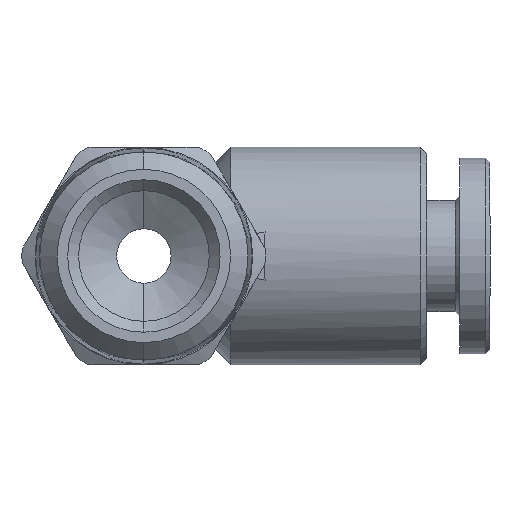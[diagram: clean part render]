
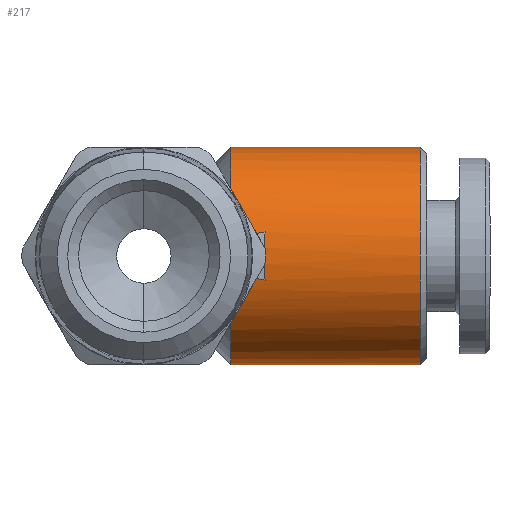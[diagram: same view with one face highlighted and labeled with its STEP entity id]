
A CAD part, front view. The second image highlights one B-rep face of the part: STEP entity #217.
In plain terms, the highlighted cylindrical face has radius 5 mm (diameter 10 mm), a partial arc.
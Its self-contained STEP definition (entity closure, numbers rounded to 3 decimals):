
#37 = CARTESIAN_POINT ( 'NONE',  ( 4., -4.181, 2.743 ) ) ;
#38 = CARTESIAN_POINT ( 'NONE',  ( 4.087, -4.264, 2.616 ) ) ;
#39 = CARTESIAN_POINT ( 'NONE',  ( 4.17, -4.344, 2.482 ) ) ;
#40 = CARTESIAN_POINT ( 'NONE',  ( 4.324, -4.491, 2.203 ) ) ;
#41 = CARTESIAN_POINT ( 'NONE',  ( 4.394, -4.559, 2.059 ) ) ;
#42 = CARTESIAN_POINT ( 'NONE',  ( 4.523, -4.683, 1.759 ) ) ;
#43 = CARTESIAN_POINT ( 'NONE',  ( 4.58, -4.739, 1.604 ) ) ;
#44 = CARTESIAN_POINT ( 'NONE',  ( 4.681, -4.836, 1.281 ) ) ;
#45 = CARTESIAN_POINT ( 'NONE',  ( 4.723, -4.877, 1.114 ) ) ;
#46 = CARTESIAN_POINT ( 'NONE',  ( 4.757, -4.91, 0.946 ) ) ;
#50 = CARTESIAN_POINT ( 'NONE',  ( 5.565, -4.876, 1.107 ) ) ;
#51 = CARTESIAN_POINT ( 'NONE',  ( 5.553, -4.958, 0.745 ) ) ;
#52 = CARTESIAN_POINT ( 'NONE',  ( 5.55, -5., 0.377 ) ) ;
#53 = CARTESIAN_POINT ( 'NONE',  ( 5.55, -5., -0.184 ) ) ;
#54 = CARTESIAN_POINT ( 'NONE',  ( 5.551, -4.99, -0.372 ) ) ;
#55 = CARTESIAN_POINT ( 'NONE',  ( 5.556, -4.948, -0.742 ) ) ;
#56 = CARTESIAN_POINT ( 'NONE',  ( 5.559, -4.917, -0.925 ) ) ;
#57 = CARTESIAN_POINT ( 'NONE',  ( 5.565, -4.876, -1.107 ) ) ;
#217 = ADVANCED_FACE ( 'NONE', ( #3099 ), #3102, .T. ) ;
#280 = EDGE_CURVE ( 'NONE', #3390, #3422, #3159, .T. ) ;
#292 = EDGE_CURVE ( 'NONE', #780, #546, #400, .T. ) ;
#294 = EDGE_CURVE ( 'NONE', #506, #522, #401, .T. ) ;
#350 = EDGE_CURVE ( 'NONE', #3422, #3388, #1992, .T. ) ;
#359 = EDGE_CURVE ( 'NONE', #595, #3357, #3210, .T. ) ;
#400 = B_SPLINE_CURVE_WITH_KNOTS ( 'NONE', 3,
 ( #37, #38, #39, #40, #41, #42, #43, #44, #45, #46 ),
 .UNSPECIFIED., .F., .F.,
 ( 4, 2, 2, 2, 4 ),
 ( 0.023, 0.023, 0.024, 0.025, 0.025 ),
 .UNSPECIFIED. ) ;
#401 = B_SPLINE_CURVE_WITH_KNOTS ( 'NONE', 3,
 ( #50, #51, #52, #53, #54, #55, #56, #57 ),
 .UNSPECIFIED., .F., .F.,
 ( 4, 2, 2, 4 ),
 ( 0., 0.002, 0.002, 0.003 ),
 .UNSPECIFIED. ) ;
#506 = VERTEX_POINT ( 'NONE', #1481 ) ;
#522 = VERTEX_POINT ( 'NONE', #1486 ) ;
#546 = VERTEX_POINT ( 'NONE', #1501 ) ;
#595 = VERTEX_POINT ( 'NONE', #3642 ) ;
#780 = VERTEX_POINT ( 'NONE', #3515 ) ;
#796 = VERTEX_POINT ( 'NONE', #3525 ) ;
#1182 = CARTESIAN_POINT ( 'NONE',  ( 4., 0., 5. ) ) ;
#1196 = CARTESIAN_POINT ( 'NONE',  ( 4., -4.181, -2.743 ) ) ;
#1198 = CARTESIAN_POINT ( 'NONE',  ( 12.7, 0., -5. ) ) ;
#1216 = CARTESIAN_POINT ( 'NONE',  ( 4., 0., -5. ) ) ;
#1343 = CARTESIAN_POINT ( 'NONE',  ( -3.45, 0., -5. ) ) ;
#1344 = DIRECTION ( 'NONE',  ( -1., 0., 0. ) ) ;
#1373 = B_SPLINE_CURVE_WITH_KNOTS ( 'NONE', 3,
 ( #2879, #2880, #2881, #2882, #2883, #2884, #2885, #2886 ),
 .UNSPECIFIED., .F., .F.,
 ( 4, 2, 2, 4 ),
 ( 0.027, 0.028, 0.028, 0.029 ),
 .UNSPECIFIED. ) ;
#1445 = CARTESIAN_POINT ( 'NONE',  ( 4., 0., 0. ) ) ;
#1446 = DIRECTION ( 'NONE',  ( -1., 0., 0. ) ) ;
#1447 = DIRECTION ( 'NONE',  ( 0., 0., 1. ) ) ;
#1470 = CARTESIAN_POINT ( 'NONE',  ( -3.45, 0., 5. ) ) ;
#1471 = DIRECTION ( 'NONE',  ( -1., 0., 0. ) ) ;
#1481 = CARTESIAN_POINT ( 'NONE',  ( 5.565, -4.876, 1.107 ) ) ;
#1486 = CARTESIAN_POINT ( 'NONE',  ( 5.565, -4.876, -1.107 ) ) ;
#1501 = CARTESIAN_POINT ( 'NONE',  ( 4.757, -4.91, 0.946 ) ) ;
#1528 = ORIENTED_EDGE ( 'NONE', *, *, #350, .F. ) ;
#1535 = ORIENTED_EDGE ( 'NONE', *, *, #2467, .T. ) ;
#1545 = ORIENTED_EDGE ( 'NONE', *, *, #280, .F. ) ;
#1546 = ORIENTED_EDGE ( 'NONE', *, *, #292, .T. ) ;
#1550 = ORIENTED_EDGE ( 'NONE', *, *, #294, .T. ) ;
#1552 = ORIENTED_EDGE ( 'NONE', *, *, #2457, .T. ) ;
#1553 = ORIENTED_EDGE ( 'NONE', *, *, #2468, .F. ) ;
#1558 = ORIENTED_EDGE ( 'NONE', *, *, #359, .T. ) ;
#1559 = ORIENTED_EDGE ( 'NONE', *, *, #2469, .F. ) ;
#1560 = ORIENTED_EDGE ( 'NONE', *, *, #2470, .T. ) ;
#1767 = VECTOR ( 'NONE', #1471, 1000. ) ;
#1927 = AXIS2_PLACEMENT_3D ( 'NONE', #1445, #1446, #1447 ) ;
#1951 = AXIS2_PLACEMENT_3D ( 'NONE', #2228, #2229, #2230 ) ;
#1953 = VECTOR ( 'NONE', #1344, 1000. ) ;
#1992 = CIRCLE ( 'NONE', #1927, 5. ) ;
#2077 = CIRCLE ( 'NONE', #2083, 5. ) ;
#2078 = CIRCLE ( 'NONE', #2084, 5. ) ;
#2083 = AXIS2_PLACEMENT_3D ( 'NONE', #2918, #2919, #2920 ) ;
#2084 = AXIS2_PLACEMENT_3D ( 'NONE', #2921, #2922, #2923 ) ;
#2228 = CARTESIAN_POINT ( 'NONE',  ( -3.45, 0., 0. ) ) ;
#2229 = DIRECTION ( 'NONE',  ( -1., 0., 0. ) ) ;
#2230 = DIRECTION ( 'NONE',  ( 0., 0., 1. ) ) ;
#2457 = EDGE_CURVE ( 'NONE', #796, #3388, #1373, .T. ) ;
#2467 = EDGE_CURVE ( 'NONE', #3390, #595, #2077, .T. ) ;
#2468 = EDGE_CURVE ( 'NONE', #780, #3357, #2078, .T. ) ;
#2469 = EDGE_CURVE ( 'NONE', #506, #546, #3614, .T. ) ;
#2470 = EDGE_CURVE ( 'NONE', #522, #796, #3618, .T. ) ;
#2823 = EDGE_LOOP ( 'NONE', ( #1545, #1535, #1558, #1553, #1546, #1559, #1550, #1560, #1552, #1528 ) ) ;
#2879 = CARTESIAN_POINT ( 'NONE',  ( 4.757, -4.91, -0.946 ) ) ;
#2880 = CARTESIAN_POINT ( 'NONE',  ( 4.723, -4.877, -1.115 ) ) ;
#2881 = CARTESIAN_POINT ( 'NONE',  ( 4.681, -4.836, -1.282 ) ) ;
#2882 = CARTESIAN_POINT ( 'NONE',  ( 4.58, -4.739, -1.604 ) ) ;
#2883 = CARTESIAN_POINT ( 'NONE',  ( 4.523, -4.683, -1.759 ) ) ;
#2884 = CARTESIAN_POINT ( 'NONE',  ( 4.33, -4.497, -2.209 ) ) ;
#2885 = CARTESIAN_POINT ( 'NONE',  ( 4.173, -4.346, -2.49 ) ) ;
#2886 = CARTESIAN_POINT ( 'NONE',  ( 4., -4.181, -2.743 ) ) ;
#2918 = CARTESIAN_POINT ( 'NONE',  ( 12.7, 0., 0. ) ) ;
#2919 = DIRECTION ( 'NONE',  ( -1., 0., 0. ) ) ;
#2920 = DIRECTION ( 'NONE',  ( 0., 0., 1. ) ) ;
#2921 = CARTESIAN_POINT ( 'NONE',  ( 4., 0., 0. ) ) ;
#2922 = DIRECTION ( 'NONE',  ( -1., 0., 0. ) ) ;
#2923 = DIRECTION ( 'NONE',  ( 0., 0., 1. ) ) ;
#2924 = CARTESIAN_POINT ( 'NONE',  ( 5.565, -4.876, 1.107 ) ) ;
#2925 = CARTESIAN_POINT ( 'NONE',  ( 5.297, -4.888, 1.054 ) ) ;
#2926 = CARTESIAN_POINT ( 'NONE',  ( 5.027, -4.899, 1. ) ) ;
#2927 = CARTESIAN_POINT ( 'NONE',  ( 4.757, -4.91, 0.946 ) ) ;
#2928 = CARTESIAN_POINT ( 'NONE',  ( 5.565, -4.876, -1.107 ) ) ;
#2929 = CARTESIAN_POINT ( 'NONE',  ( 5.297, -4.888, -1.054 ) ) ;
#2930 = CARTESIAN_POINT ( 'NONE',  ( 5.027, -4.899, -1. ) ) ;
#2931 = CARTESIAN_POINT ( 'NONE',  ( 4.757, -4.91, -0.946 ) ) ;
#3099 = FACE_OUTER_BOUND ( 'NONE', #2823, .T. ) ;
#3102 = CYLINDRICAL_SURFACE ( 'NONE', #1951, 5. ) ;
#3159 = LINE ( 'NONE', #1343, #1953 ) ;
#3210 = LINE ( 'NONE', #1470, #1767 ) ;
#3357 = VERTEX_POINT ( 'NONE', #1182 ) ;
#3388 = VERTEX_POINT ( 'NONE', #1196 ) ;
#3390 = VERTEX_POINT ( 'NONE', #1198 ) ;
#3422 = VERTEX_POINT ( 'NONE', #1216 ) ;
#3515 = CARTESIAN_POINT ( 'NONE',  ( 4., -4.181, 2.743 ) ) ;
#3525 = CARTESIAN_POINT ( 'NONE',  ( 4.757, -4.91, -0.946 ) ) ;
#3614 =( BOUNDED_CURVE ( )  B_SPLINE_CURVE ( 3, ( #2924, #2925, #2926, #2927 ),
 .UNSPECIFIED., .F., .T. ) 
 B_SPLINE_CURVE_WITH_KNOTS ( ( 4, 4 ),
 ( 4.489, 4.522 ),
 .UNSPECIFIED. ) 
 CURVE ( )  GEOMETRIC_REPRESENTATION_ITEM ( )  RATIONAL_B_SPLINE_CURVE ( ( 1., 1., 1., 1. ) ) 
 REPRESENTATION_ITEM ( '' )  );
#3618 =( BOUNDED_CURVE ( )  B_SPLINE_CURVE ( 3, ( #2928, #2929, #2930, #2931 ),
 .UNSPECIFIED., .F., .T. ) 
 B_SPLINE_CURVE_WITH_KNOTS ( ( 4, 4 ),
 ( 4.489, 4.522 ),
 .UNSPECIFIED. ) 
 CURVE ( )  GEOMETRIC_REPRESENTATION_ITEM ( )  RATIONAL_B_SPLINE_CURVE ( ( 1., 1., 1., 1. ) ) 
 REPRESENTATION_ITEM ( '' )  );
#3642 = CARTESIAN_POINT ( 'NONE',  ( 12.7, 0., 5. ) ) ;
